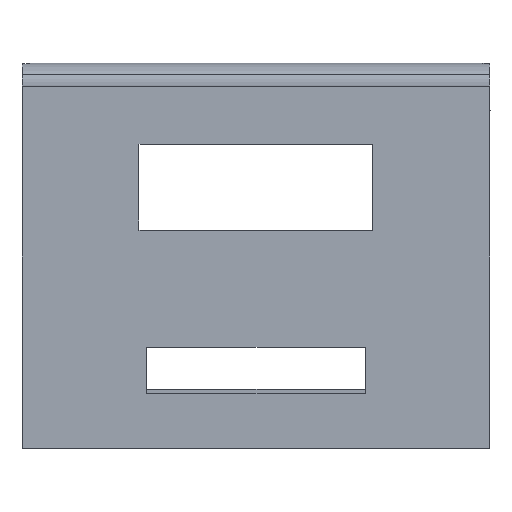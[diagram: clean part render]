
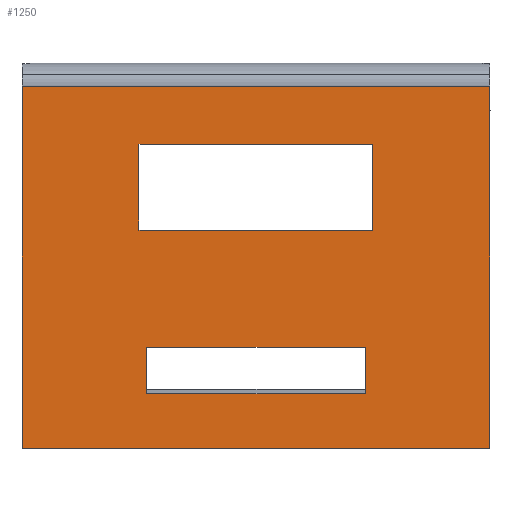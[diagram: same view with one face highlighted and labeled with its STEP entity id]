
A CAD part, top view. The second image highlights one B-rep face of the part: STEP entity #1250.
In plain terms, the highlighted planar face has unit normal (0, 0, 1).
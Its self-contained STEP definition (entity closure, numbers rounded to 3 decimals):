
#16=FACE_BOUND('',#207,.T.);
#17=FACE_BOUND('',#208,.T.);
#81=PLANE('',#1358);
#143=FACE_OUTER_BOUND('',#206,.T.);
#206=EDGE_LOOP('',(#1141,#1142,#1143,#1144));
#207=EDGE_LOOP('',(#1145,#1146,#1147,#1148));
#208=EDGE_LOOP('',(#1149,#1150,#1151,#1152));
#223=LINE('',#1729,#364);
#282=LINE('',#1873,#423);
#316=LINE('',#2026,#457);
#319=LINE('',#2032,#460);
#322=LINE('',#2038,#463);
#325=LINE('',#2042,#466);
#328=LINE('',#2049,#469);
#330=LINE('',#2052,#471);
#332=LINE('',#2055,#473);
#340=LINE('',#2070,#481);
#350=LINE('',#2091,#491);
#351=LINE('',#2092,#492);
#364=VECTOR('',#1391,10.);
#423=VECTOR('',#1510,10.);
#457=VECTOR('',#1612,10.);
#460=VECTOR('',#1617,10.);
#463=VECTOR('',#1622,10.);
#466=VECTOR('',#1627,10.);
#469=VECTOR('',#1632,10.);
#471=VECTOR('',#1636,10.);
#473=VECTOR('',#1640,10.);
#481=VECTOR('',#1658,10.);
#491=VECTOR('',#1684,10.);
#492=VECTOR('',#1685,10.);
#530=VERTEX_POINT('',#1726);
#531=VERTEX_POINT('',#1728);
#585=VERTEX_POINT('',#1870);
#586=VERTEX_POINT('',#1872);
#622=VERTEX_POINT('',#2023);
#623=VERTEX_POINT('',#2025);
#625=VERTEX_POINT('',#2031);
#627=VERTEX_POINT('',#2037);
#629=VERTEX_POINT('',#2046);
#630=VERTEX_POINT('',#2048);
#632=VERTEX_POINT('',#2068);
#635=VERTEX_POINT('',#2090);
#652=EDGE_CURVE('',#530,#531,#223,.T.);
#724=EDGE_CURVE('',#586,#585,#282,.T.);
#780=EDGE_CURVE('',#623,#622,#316,.T.);
#783=EDGE_CURVE('',#625,#623,#319,.T.);
#786=EDGE_CURVE('',#627,#625,#322,.T.);
#789=EDGE_CURVE('',#622,#627,#325,.T.);
#792=EDGE_CURVE('',#630,#629,#328,.T.);
#794=EDGE_CURVE('',#629,#586,#330,.T.);
#796=EDGE_CURVE('',#585,#630,#332,.T.);
#804=EDGE_CURVE('',#632,#530,#340,.T.);
#814=EDGE_CURVE('',#531,#635,#350,.T.);
#815=EDGE_CURVE('',#635,#632,#351,.T.);
#1141=ORIENTED_EDGE('',*,*,#814,.F.);
#1142=ORIENTED_EDGE('',*,*,#652,.F.);
#1143=ORIENTED_EDGE('',*,*,#804,.F.);
#1144=ORIENTED_EDGE('',*,*,#815,.F.);
#1145=ORIENTED_EDGE('',*,*,#786,.T.);
#1146=ORIENTED_EDGE('',*,*,#783,.T.);
#1147=ORIENTED_EDGE('',*,*,#780,.T.);
#1148=ORIENTED_EDGE('',*,*,#789,.T.);
#1149=ORIENTED_EDGE('',*,*,#724,.T.);
#1150=ORIENTED_EDGE('',*,*,#796,.T.);
#1151=ORIENTED_EDGE('',*,*,#792,.T.);
#1152=ORIENTED_EDGE('',*,*,#794,.T.);
#1250=ADVANCED_FACE('',(#143,#16,#17),#81,.T.);
#1358=AXIS2_PLACEMENT_3D('',#2089,#1682,#1683);
#1391=DIRECTION('',(-1.,0.,0.));
#1510=DIRECTION('',(0.,1.,0.));
#1612=DIRECTION('',(0.,-1.,0.));
#1617=DIRECTION('',(1.,0.,0.));
#1622=DIRECTION('',(0.,1.,0.));
#1627=DIRECTION('',(-1.,0.,0.));
#1632=DIRECTION('',(0.,-1.,0.));
#1636=DIRECTION('',(-1.,0.,0.));
#1640=DIRECTION('',(1.,0.,0.));
#1658=DIRECTION('',(0.,-1.,0.));
#1682=DIRECTION('center_axis',(0.,0.,1.));
#1683=DIRECTION('ref_axis',(0.,-1.,0.));
#1684=DIRECTION('',(0.,1.,0.));
#1685=DIRECTION('',(1.,0.,0.));
#1726=CARTESIAN_POINT('',(30.,-2.5,15.));
#1728=CARTESIAN_POINT('',(0.,-2.5,15.));
#1729=CARTESIAN_POINT('',(0.,-2.5,15.));
#1870=CARTESIAN_POINT('',(8.,4.,15.));
#1872=CARTESIAN_POINT('',(8.,1.,15.));
#1873=CARTESIAN_POINT('',(8.,10.85,15.));
#2023=CARTESIAN_POINT('',(22.5,11.5,15.));
#2025=CARTESIAN_POINT('',(22.5,17.,15.));
#2026=CARTESIAN_POINT('',(22.5,18.85,15.));
#2031=CARTESIAN_POINT('',(7.5,17.,15.));
#2032=CARTESIAN_POINT('',(3.75,17.,15.));
#2037=CARTESIAN_POINT('',(7.5,11.5,15.));
#2038=CARTESIAN_POINT('',(7.5,16.1,15.));
#2042=CARTESIAN_POINT('',(11.25,11.5,15.));
#2046=CARTESIAN_POINT('',(22.,1.,15.));
#2048=CARTESIAN_POINT('',(22.,4.,15.));
#2049=CARTESIAN_POINT('',(22.,12.35,15.));
#2052=CARTESIAN_POINT('',(11.,1.,15.));
#2055=CARTESIAN_POINT('',(4.,4.,15.));
#2068=CARTESIAN_POINT('',(30.,20.7,15.));
#2070=CARTESIAN_POINT('',(30.,0.,15.));
#2089=CARTESIAN_POINT('Origin',(0.,20.7,15.));
#2090=CARTESIAN_POINT('',(0.,20.7,15.));
#2091=CARTESIAN_POINT('',(0.,0.,15.));
#2092=CARTESIAN_POINT('',(0.,20.7,15.));
